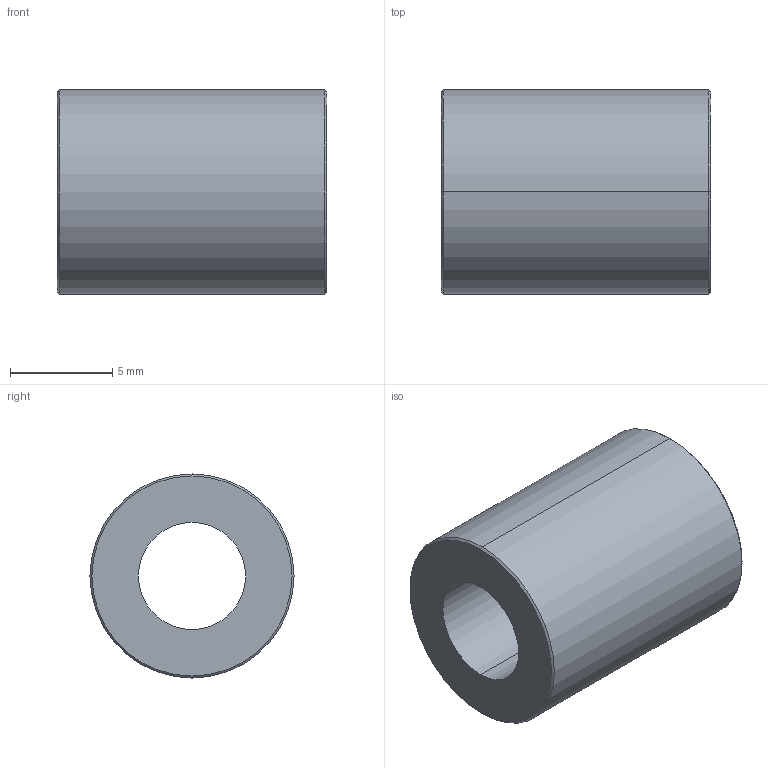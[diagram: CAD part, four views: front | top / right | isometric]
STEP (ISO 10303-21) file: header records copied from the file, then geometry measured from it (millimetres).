
FILE_DESCRIPTION (( 'STEP AP214' ), '1' );
FILE_NAME ('A204 Äèñòàíöèîííàÿ âòóëêà 5õ13,2 ìì.STEP', '2020-10-06T12:57:43', ( 'Windows User' ), ( '' ), 'SwSTEP 2.0', 'SolidWorks 2020', '' );
FILE_SCHEMA (( 'AUTOMOTIVE_DESIGN' ));
Length unit declared in the file: millimetre
Products named in the file (1): A204 Äèñòàíöèîííàÿ âòóëêà 5õ13,2 ìì
Bounding box: 13.2 x 10 x 10 mm (x, y, z)
Volume: 750.3 mm3; surface area: 740.6 mm2
Topology: 1 solids, 1 shells, 12 faces, 24 edges, 14 vertices
Faces by surface type: cone 6, cylinder 4, plane 2
Entity records: 352 total; most frequent: DIRECTION 64, CARTESIAN_POINT 51, ORIENTED_EDGE 48, AXIS2_PLACEMENT_3D 27, EDGE_CURVE 24, VERTEX_POINT 14, EDGE_LOOP 14, CIRCLE 14
